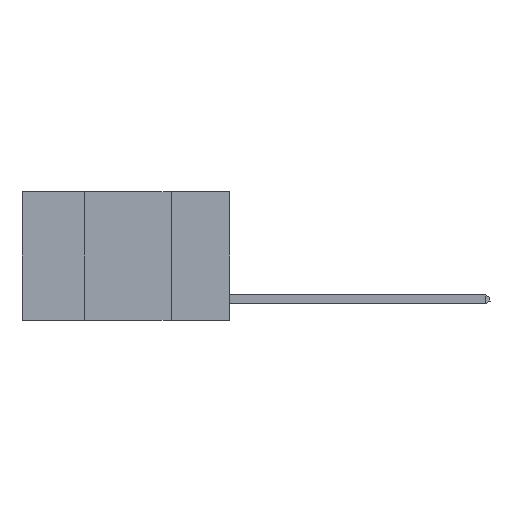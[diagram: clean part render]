
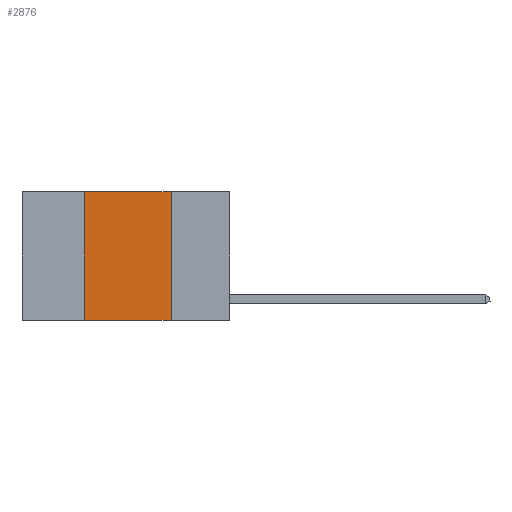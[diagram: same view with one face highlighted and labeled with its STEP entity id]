
A CAD part, left-side view. The second image highlights one B-rep face of the part: STEP entity #2876.
In plain terms, the highlighted planar face has unit normal (-1, 0, 0).
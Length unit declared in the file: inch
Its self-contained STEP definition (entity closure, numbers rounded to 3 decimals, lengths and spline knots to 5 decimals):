
#406 = CARTESIAN_POINT ( 'NONE',  ( 0., 0.17, 0. ) ) ;
#454 = ORIENTED_EDGE ( 'NONE', *, *, #10296, .F. ) ;
#1573 = PLANE ( 'NONE',  #6371 ) ;
#1625 = VERTEX_POINT ( 'NONE', #3458 ) ;
#1677 = EDGE_LOOP ( 'NONE', ( #454, #7022, #7105, #2422 ) ) ;
#1693 = DIRECTION ( 'NONE',  ( 0., -1., 0. ) ) ;
#1985 = CARTESIAN_POINT ( 'NONE',  ( 0., 0.17, 0. ) ) ;
#2273 = DIRECTION ( 'NONE',  ( 0., 0., -1. ) ) ;
#2422 = ORIENTED_EDGE ( 'NONE', *, *, #4513, .T. ) ;
#2424 = VECTOR ( 'NONE', #7904, 39.37008 ) ;
#2876 = ADVANCED_FACE ( 'NONE', ( #6911 ), #1573, .F. ) ;
#3400 = DIRECTION ( 'NONE',  ( 1., 0., 0. ) ) ;
#3458 = CARTESIAN_POINT ( 'NONE',  ( 0., 0.42, -0.37 ) ) ;
#4150 = EDGE_CURVE ( 'NONE', #4595, #8570, #9667, .T. ) ;
#4513 = EDGE_CURVE ( 'NONE', #1625, #8474, #4643, .T. ) ;
#4595 = VERTEX_POINT ( 'NONE', #4832 ) ;
#4643 = LINE ( 'NONE', #6971, #2424 ) ;
#4832 = CARTESIAN_POINT ( 'NONE',  ( 0., 0.42, 0. ) ) ;
#5060 = VECTOR ( 'NONE', #2273, 39.37008 ) ;
#5133 = CARTESIAN_POINT ( 'NONE',  ( 0., 0.6, 0. ) ) ;
#5281 = EDGE_CURVE ( 'NONE', #1625, #4595, #9048, .T. ) ;
#6129 = DIRECTION ( 'NONE',  ( 0., 0., 1. ) ) ;
#6371 = AXIS2_PLACEMENT_3D ( 'NONE', #5133, #3400, #11878 ) ;
#6558 = VECTOR ( 'NONE', #6129, 39.37008 ) ;
#6911 = FACE_OUTER_BOUND ( 'NONE', #1677, .T. ) ;
#6971 = CARTESIAN_POINT ( 'NONE',  ( 0., 0.6, -0.37 ) ) ;
#7022 = ORIENTED_EDGE ( 'NONE', *, *, #4150, .F. ) ;
#7105 = ORIENTED_EDGE ( 'NONE', *, *, #5281, .F. ) ;
#7240 = CARTESIAN_POINT ( 'NONE',  ( 0., 0.6, 0. ) ) ;
#7585 = CARTESIAN_POINT ( 'NONE',  ( 0., 0.17, -0.37 ) ) ;
#7904 = DIRECTION ( 'NONE',  ( 0., -1., 0. ) ) ;
#8474 = VERTEX_POINT ( 'NONE', #7585 ) ;
#8570 = VERTEX_POINT ( 'NONE', #1985 ) ;
#8930 = VECTOR ( 'NONE', #1693, 39.37008 ) ;
#9048 = LINE ( 'NONE', #10813, #6558 ) ;
#9667 = LINE ( 'NONE', #7240, #8930 ) ;
#10296 = EDGE_CURVE ( 'NONE', #8570, #8474, #10365, .T. ) ;
#10365 = LINE ( 'NONE', #406, #5060 ) ;
#10813 = CARTESIAN_POINT ( 'NONE',  ( 0., 0.42, 0. ) ) ;
#11878 = DIRECTION ( 'NONE',  ( 0., 0., -1. ) ) ;
